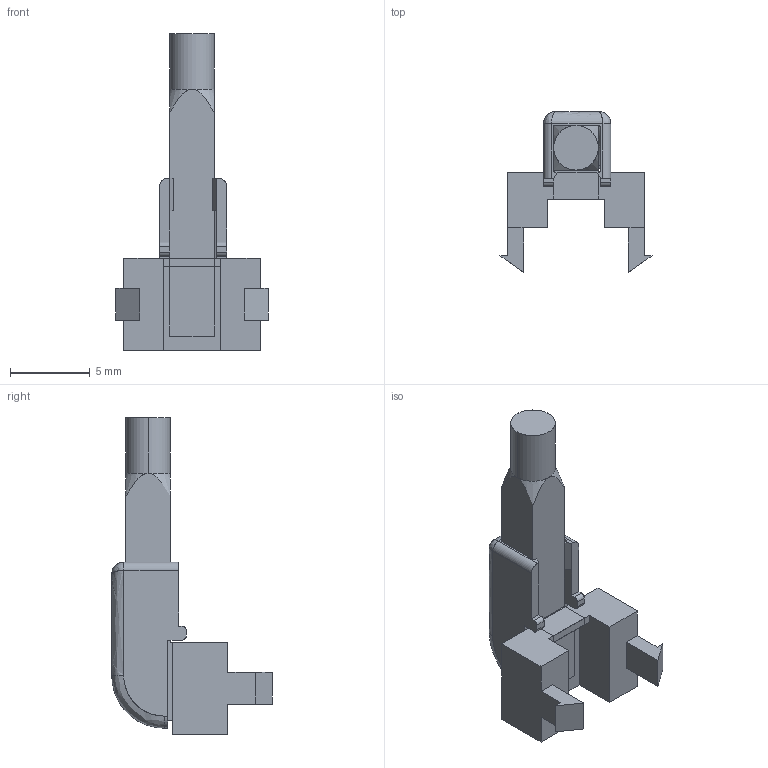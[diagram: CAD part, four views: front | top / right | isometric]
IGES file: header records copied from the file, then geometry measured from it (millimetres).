
Start section: SolidWorks IGES file using analytic representation for surfaces
Global section: file name: RLP1-200-650.IGS; native system: SolidWorks 2011; preprocessor: SolidWorks 2011; author: awright; date: 120706.144006; units: inch
Bounding box: 9.56 x 10.09 x 19.9 mm (x, y, z)
Surface area: 717.3 mm2 (no closed solid volume)
Topology: 0 solids, 0 shells, 87 faces, 636 edges, 634 vertices
Faces by surface type: bspline 62, revolution 25
